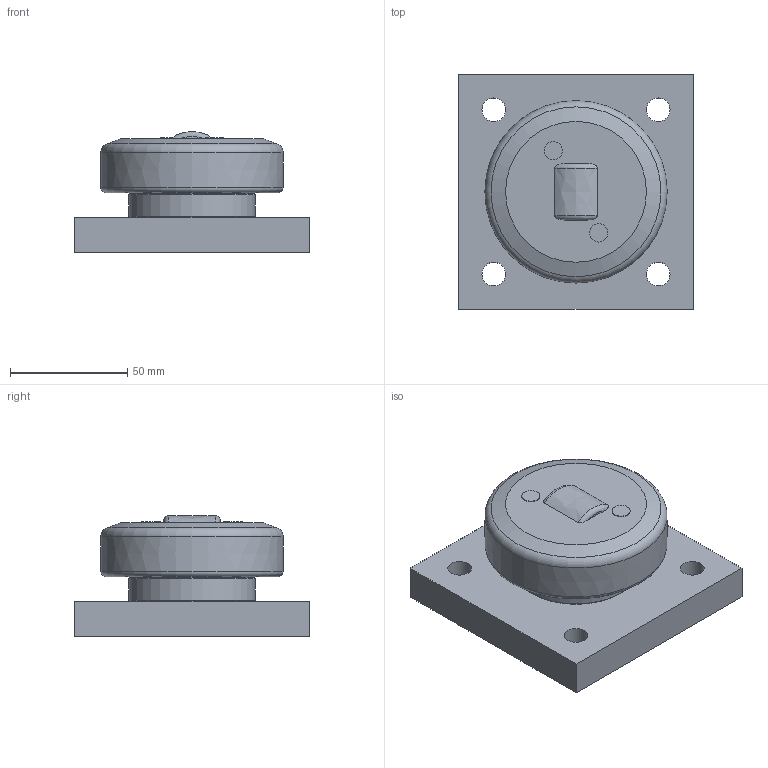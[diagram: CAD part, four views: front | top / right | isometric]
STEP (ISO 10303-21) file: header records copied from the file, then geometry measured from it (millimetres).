
FILE_DESCRIPTION((''),'2;1');
FILE_NAME('TR 080.0200 BQ1000.stp','2013-09-26T14:19:59',('hipp'),(''),'Autodesk Inventor 2013','Autodesk Inventor 2013','');
FILE_SCHEMA(('AUTOMOTIVE_DESIGN { 1 0 10303 214 1 1 1 1 }'));
Length unit declared in the file: millimetre
Products named in the file (1): TR 080.0200 BQ1000_Shrinkwrap_1
Bounding box: 100 x 100 x 51.5 mm (x, y, z)
Volume: 268682.4 mm3; surface area: 40624.3 mm2
Topology: 1 solids, 2 shells, 38 faces, 81 edges, 55 vertices
Faces by surface type: plane 16, cylinder 11, cone 5, torus 4, bspline 2
Full cylindrical faces by diameter (mm): 2.5 x1, 7.8 x2, 10.106 x4, 40 x1, 52 x1, 54 x1
Entity records: 1058 total; most frequent: CARTESIAN_POINT 256, DIRECTION 154, ORIENTED_EDGE 108, EDGE_LOOP 72, AXIS2_PLACEMENT_3D 70, EDGE_CURVE 54, VERTEX_POINT 46, STYLED_ITEM 39
